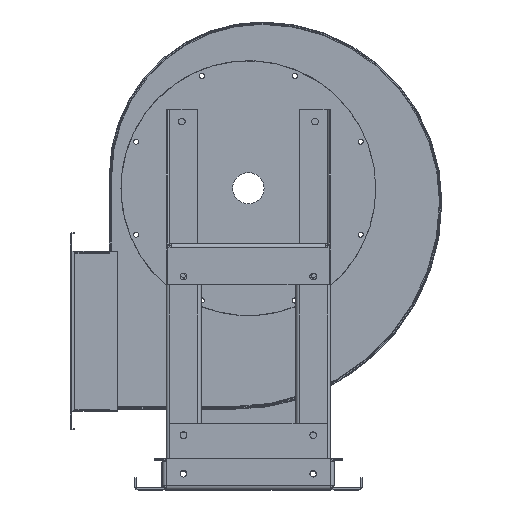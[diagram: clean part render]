
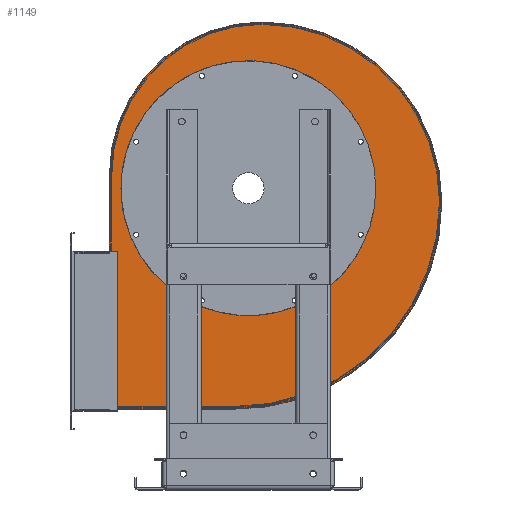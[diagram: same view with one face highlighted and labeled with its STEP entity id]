
A CAD part, top view. The second image highlights one B-rep face of the part: STEP entity #1149.
In plain terms, the highlighted face is planar.
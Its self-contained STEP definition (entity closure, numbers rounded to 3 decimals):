
#1149=ADVANCED_FACE('',(#10707,#10709),#10711,.F.);
#10707=FACE_BOUND('',#10708,.T.);
#10708=EDGE_LOOP('',(#19091,#19092,#19093,#19094,#19095,#19096,#19097,#19098,#19099));
#10709=FACE_BOUND('',#10710,.T.);
#10710=EDGE_LOOP('',(#19100));
#10711=PLANE('',#10712);
#10712=AXIS2_PLACEMENT_3D('',#10713,#10714,#10715);
#10713=CARTESIAN_POINT('',(0.,0.,0.));
#10714=DIRECTION('',(-0.,-0.,1.));
#10715=DIRECTION('',(1.,0.,0.));
#19091=ORIENTED_EDGE('',*,*,#24684,.T.);
#19092=ORIENTED_EDGE('',*,*,#24685,.T.);
#19093=ORIENTED_EDGE('',*,*,#24686,.T.);
#19094=ORIENTED_EDGE('',*,*,#24687,.T.);
#19095=ORIENTED_EDGE('',*,*,#24688,.T.);
#19096=ORIENTED_EDGE('',*,*,#24689,.T.);
#19097=ORIENTED_EDGE('',*,*,#24690,.T.);
#19098=ORIENTED_EDGE('',*,*,#24691,.T.);
#19099=ORIENTED_EDGE('',*,*,#24692,.T.);
#19100=ORIENTED_EDGE('',*,*,#24390,.F.);
#24390=EDGE_CURVE('',#27419,#27419,#27420,.T.);
#24684=EDGE_CURVE('',#27922,#27923,#27924,.T.);
#24685=EDGE_CURVE('',#27923,#27925,#27926,.T.);
#24686=EDGE_CURVE('',#27925,#27927,#27928,.T.);
#24687=EDGE_CURVE('',#27927,#27929,#27930,.T.);
#24688=EDGE_CURVE('',#27929,#27931,#27932,.T.);
#24689=EDGE_CURVE('',#27931,#27933,#27934,.T.);
#24690=EDGE_CURVE('',#27933,#27935,#27936,.T.);
#24691=EDGE_CURVE('',#27935,#27937,#27938,.T.);
#24692=EDGE_CURVE('',#27937,#27922,#27939,.T.);
#27419=VERTEX_POINT('',#32540);
#27420=CIRCLE('',#32541,162.5);
#27922=VERTEX_POINT('',#33754);
#27923=VERTEX_POINT('',#33755);
#27924=LINE('',#33756,#33757);
#27925=VERTEX_POINT('',#33759);
#27926=CIRCLE('',#33760,264.08);
#27927=VERTEX_POINT('',#33764);
#27928=CIRCLE('',#33765,229.36);
#27929=VERTEX_POINT('',#33769);
#27930=CIRCLE('',#33770,194.64);
#27931=VERTEX_POINT('',#33774);
#27932=LINE('',#33775,#33776);
#27933=VERTEX_POINT('',#33778);
#27934=LINE('',#33779,#33780);
#27935=VERTEX_POINT('',#33782);
#27936=LINE('',#33783,#33784);
#27937=VERTEX_POINT('',#33786);
#27938=LINE('',#33787,#33788);
#27939=LINE('',#33790,#33791);
#32540=CARTESIAN_POINT('',(162.5,0.,0.));
#32541=AXIS2_PLACEMENT_3D('',#32542,#32543,#32544);
#32542=CARTESIAN_POINT('',(0.,0.,0.));
#32543=DIRECTION('',(-0.,-0.,1.));
#32544=DIRECTION('',(1.,0.,0.));
#33754=CARTESIAN_POINT('',(-165.28,-281.44,0.));
#33755=CARTESIAN_POINT('',(-17.36,-281.44,0.));
#33756=CARTESIAN_POINT('',(-165.28,-281.44,0.));
#33757=VECTOR('',#33758,1.);
#33758=DIRECTION('',(1.,0.,0.));
#33759=CARTESIAN_POINT('',(246.72,-17.36,-0.));
#33760=AXIS2_PLACEMENT_3D('',#33761,#33762,#33763);
#33761=CARTESIAN_POINT('',(-17.36,-17.36,0.));
#33762=DIRECTION('',(0.,0.,1.));
#33763=DIRECTION('',(0.,-1.,0.));
#33764=CARTESIAN_POINT('',(17.36,212.,0.));
#33765=AXIS2_PLACEMENT_3D('',#33766,#33767,#33768);
#33766=CARTESIAN_POINT('',(17.36,-17.36,0.));
#33767=DIRECTION('',(0.,0.,1.));
#33768=DIRECTION('',(1.,0.,0.));
#33769=CARTESIAN_POINT('',(-177.28,17.36,0.));
#33770=AXIS2_PLACEMENT_3D('',#33771,#33772,#33773);
#33771=CARTESIAN_POINT('',(17.36,17.36,0.));
#33772=DIRECTION('',(0.,0.,1.));
#33773=DIRECTION('',(0.,1.,0.));
#33774=CARTESIAN_POINT('',(-177.28,-81.44,0.));
#33775=CARTESIAN_POINT('',(-177.28,17.36,0.));
#33776=VECTOR('',#33777,1.);
#33777=DIRECTION('',(0.,-1.,0.));
#33778=CARTESIAN_POINT('',(-175.28,-81.44,0.));
#33779=CARTESIAN_POINT('',(-177.28,-81.44,0.));
#33780=VECTOR('',#33781,1.);
#33781=DIRECTION('',(1.,0.,0.));
#33782=CARTESIAN_POINT('',(-175.28,-279.44,0.));
#33783=CARTESIAN_POINT('',(-175.28,-81.44,0.));
#33784=VECTOR('',#33785,1.);
#33785=DIRECTION('',(0.,-1.,0.));
#33786=CARTESIAN_POINT('',(-165.28,-279.44,0.));
#33787=CARTESIAN_POINT('',(-175.28,-279.44,0.));
#33788=VECTOR('',#33789,1.);
#33789=DIRECTION('',(1.,0.,0.));
#33790=CARTESIAN_POINT('',(-165.28,-279.44,0.));
#33791=VECTOR('',#33792,1.);
#33792=DIRECTION('',(0.,-1.,0.));
